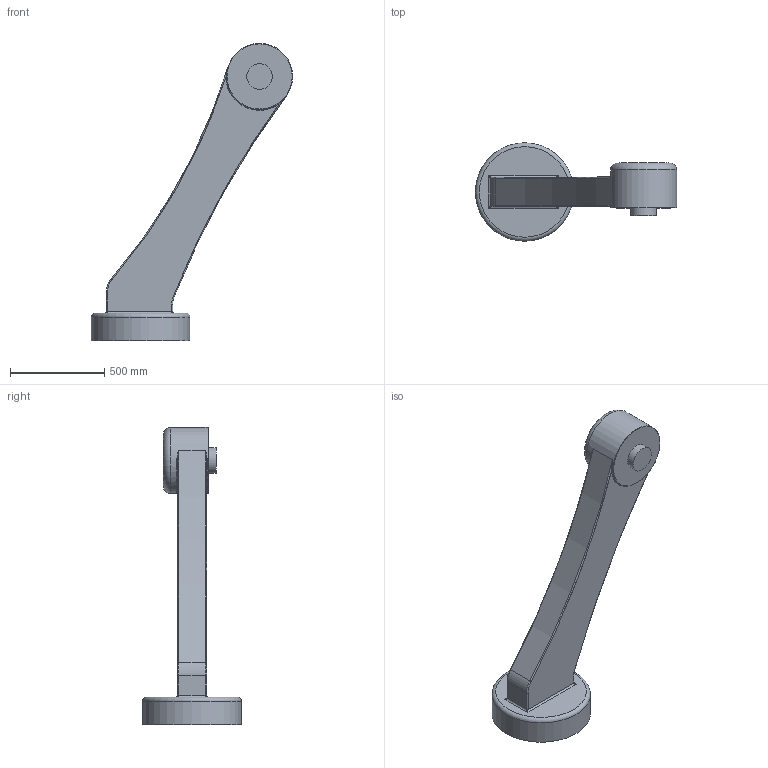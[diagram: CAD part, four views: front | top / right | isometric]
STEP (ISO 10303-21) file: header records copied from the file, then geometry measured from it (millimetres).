
FILE_DESCRIPTION(/* description */ ('STEP AP214'),/* implementation_level */ '2;1');
FILE_NAME(/* name */ '632f4393e78f7d4bf8e8552f',/* time_stamp */ '2022-09-24T17:51:15+00:00',/* author */ (''),/* organization */ (''),/* preprocessor_version */ 'ST-DEVELOPER v18.102',/* originating_system */ ' ',/* authorisation */ ' ');
FILE_SCHEMA (('AUTOMOTIVE_DESIGN {1 0 10303 214 3 1 1}'));
Length unit declared in the file: metre
Products named in the file (1): Arm 1
Bounding box: 1066.75 x 522.15 x 1575 mm (x, y, z)
Volume: 107500499.9 mm3; surface area: 2106358.9 mm2
Topology: 1 solids, 1 shells, 47 faces, 102 edges, 53 vertices
Faces by surface type: cylinder 16, torus 13, plane 10, bspline 8
Full cylindrical faces by diameter (mm): 132.781 x1, 135.992 x1, 350 x1, 522.15 x1
Entity records: 2201 total; most frequent: CARTESIAN_POINT 1275, DIRECTION 180, ORIENTED_EDGE 174, EDGE_CURVE 87, AXIS2_PLACEMENT_3D 79, EDGE_LOOP 58, FACE_BOUND 58, VERTEX_POINT 53
